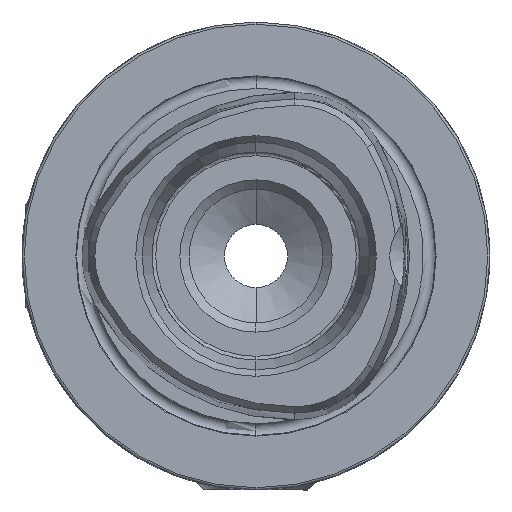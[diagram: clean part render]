
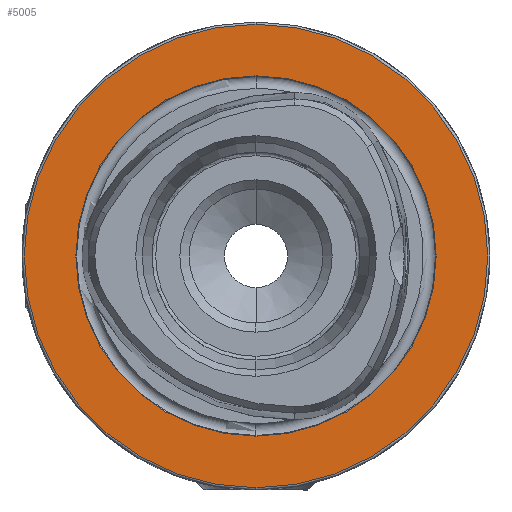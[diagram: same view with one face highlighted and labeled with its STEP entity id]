
A CAD part, left-side view. The second image highlights one B-rep face of the part: STEP entity #5005.
In plain terms, the highlighted planar face has unit normal (-1, 0, 0).
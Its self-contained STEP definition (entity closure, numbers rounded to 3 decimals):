
#133 = DIRECTION ( 'NONE',  ( 0., 0., 1. ) ) ;
#269 = CARTESIAN_POINT ( 'NONE',  ( 0., 24.25, 0. ) ) ;
#338 = AXIS2_PLACEMENT_3D ( 'NONE', #3168, #5015, #2715 ) ;
#585 = AXIS2_PLACEMENT_3D ( 'NONE', #269, #1686, #2091 ) ;
#647 = EDGE_LOOP ( 'NONE', ( #2633, #3186 ) ) ;
#1492 = DIRECTION ( 'NONE',  ( 0., 0., 1. ) ) ;
#1651 = CARTESIAN_POINT ( 'NONE',  ( 0., 0., 24.25 ) ) ;
#1686 = DIRECTION ( 'NONE',  ( 1., 0., 0. ) ) ;
#1959 = VERTEX_POINT ( 'NONE', #4788 ) ;
#2091 = DIRECTION ( 'NONE',  ( 0., 0., -1. ) ) ;
#2333 = CIRCLE ( 'NONE', #5444, 31.2 ) ;
#2372 = EDGE_CURVE ( 'NONE', #5455, #2824, #2469, .T. ) ;
#2469 = CIRCLE ( 'NONE', #4411, 24.25 ) ;
#2479 = CIRCLE ( 'NONE', #338, 24.25 ) ;
#2633 = ORIENTED_EDGE ( 'NONE', *, *, #3898, .T. ) ;
#2715 = DIRECTION ( 'NONE',  ( 0., 0., 1. ) ) ;
#2824 = VERTEX_POINT ( 'NONE', #1651 ) ;
#3034 = ORIENTED_EDGE ( 'NONE', *, *, #2372, .F. ) ;
#3168 = CARTESIAN_POINT ( 'NONE',  ( 0., 0., 0. ) ) ;
#3186 = ORIENTED_EDGE ( 'NONE', *, *, #5159, .T. ) ;
#3271 = CARTESIAN_POINT ( 'NONE',  ( 0., 0., 0. ) ) ;
#3399 = DIRECTION ( 'NONE',  ( 0., 0., 1. ) ) ;
#3785 = EDGE_CURVE ( 'NONE', #2824, #5455, #2479, .T. ) ;
#3812 = CARTESIAN_POINT ( 'NONE',  ( 0., 0., 0. ) ) ;
#3879 = ORIENTED_EDGE ( 'NONE', *, *, #3785, .F. ) ;
#3898 = EDGE_CURVE ( 'NONE', #4663, #1959, #4618, .T. ) ;
#3918 = DIRECTION ( 'NONE',  ( -1., 0., 0. ) ) ;
#3923 = EDGE_LOOP ( 'NONE', ( #3879, #3034 ) ) ;
#4009 = PLANE ( 'NONE',  #585 ) ;
#4289 = CARTESIAN_POINT ( 'NONE',  ( 0., 0., 31.2 ) ) ;
#4411 = AXIS2_PLACEMENT_3D ( 'NONE', #3812, #5670, #1492 ) ;
#4618 = CIRCLE ( 'NONE', #5794, 31.2 ) ;
#4663 = VERTEX_POINT ( 'NONE', #4289 ) ;
#4788 = CARTESIAN_POINT ( 'NONE',  ( 0., 0., -31.2 ) ) ;
#4857 = CARTESIAN_POINT ( 'NONE',  ( 0., 0., 0. ) ) ;
#4885 = FACE_OUTER_BOUND ( 'NONE', #647, .T. ) ;
#5005 = ADVANCED_FACE ( 'NONE', ( #5317, #4885 ), #4009, .F. ) ;
#5015 = DIRECTION ( 'NONE',  ( -1., 0., 0. ) ) ;
#5159 = EDGE_CURVE ( 'NONE', #1959, #4663, #2333, .T. ) ;
#5221 = DIRECTION ( 'NONE',  ( -1., 0., 0. ) ) ;
#5317 = FACE_BOUND ( 'NONE', #3923, .T. ) ;
#5444 = AXIS2_PLACEMENT_3D ( 'NONE', #3271, #5221, #133 ) ;
#5455 = VERTEX_POINT ( 'NONE', #5977 ) ;
#5670 = DIRECTION ( 'NONE',  ( -1., 0., 0. ) ) ;
#5794 = AXIS2_PLACEMENT_3D ( 'NONE', #4857, #3918, #3399 ) ;
#5977 = CARTESIAN_POINT ( 'NONE',  ( 0., 0., -24.25 ) ) ;
